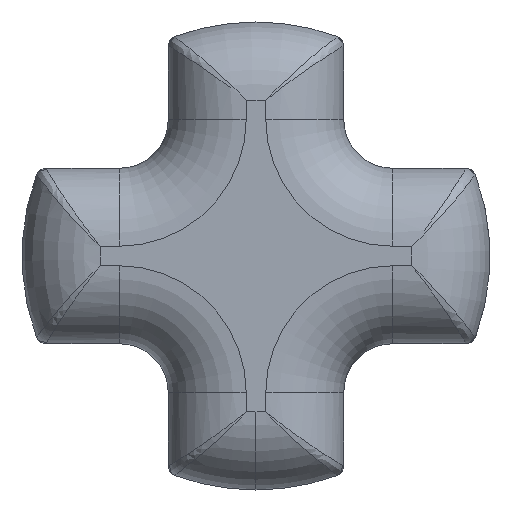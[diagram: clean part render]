
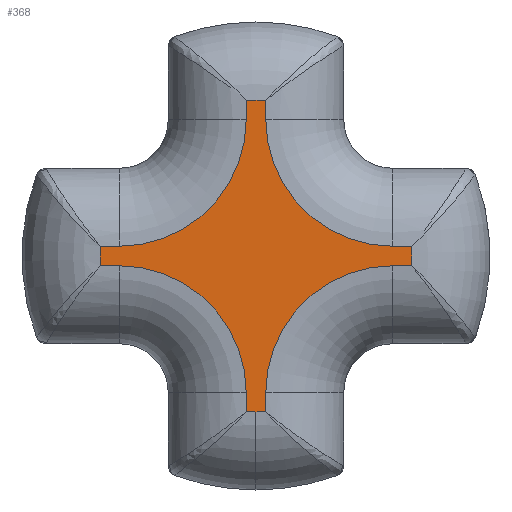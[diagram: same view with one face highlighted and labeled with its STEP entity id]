
A CAD part, left-side view. The second image highlights one B-rep face of the part: STEP entity #368.
In plain terms, the highlighted planar face has unit normal (-1, 0, 0).
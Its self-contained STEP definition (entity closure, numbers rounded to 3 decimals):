
#13 = DIRECTION ( 'NONE',  ( 0., 0., -1. ) ) ;
#32 = CARTESIAN_POINT ( 'NONE',  ( 0., 2.156, 0.1 ) ) ;
#44 = CARTESIAN_POINT ( 'NONE',  ( 0., 1.4, 0.1 ) ) ;
#74 = CIRCLE ( 'NONE', #1936, 1.6 ) ;
#127 = ORIENTED_EDGE ( 'NONE', *, *, #1806, .T. ) ;
#183 = DIRECTION ( 'NONE',  ( 0., 0., -1. ) ) ;
#186 = ORIENTED_EDGE ( 'NONE', *, *, #1832, .T. ) ;
#193 = DIRECTION ( 'NONE',  ( 1., 0., 0. ) ) ;
#194 = VERTEX_POINT ( 'NONE', #1200 ) ;
#204 = VECTOR ( 'NONE', #2539, 1000. ) ;
#205 = CARTESIAN_POINT ( 'NONE',  ( 0., 2.156, -0.1 ) ) ;
#214 = DIRECTION ( 'NONE',  ( 0., -1., 0. ) ) ;
#218 = ORIENTED_EDGE ( 'NONE', *, *, #1667, .T. ) ;
#310 = AXIS2_PLACEMENT_3D ( 'NONE', #1815, #652, #2012 ) ;
#358 = LINE ( 'NONE', #660, #2382 ) ;
#363 = ORIENTED_EDGE ( 'NONE', *, *, #1720, .T. ) ;
#368 = ADVANCED_FACE ( 'NONE', ( #1547 ), #624, .F. ) ;
#392 = CIRCLE ( 'NONE', #504, 1.6 ) ;
#441 = CARTESIAN_POINT ( 'NONE',  ( 0., -0.1, 0.8 ) ) ;
#462 = CARTESIAN_POINT ( 'NONE',  ( 0., 0.1, -1.4 ) ) ;
#480 = CARTESIAN_POINT ( 'NONE',  ( 0., -1.4, 0.1 ) ) ;
#495 = EDGE_CURVE ( 'NONE', #1542, #525, #1426, .T. ) ;
#496 = CIRCLE ( 'NONE', #310, 1.3 ) ;
#499 = CARTESIAN_POINT ( 'NONE',  ( 0., 1.4, 1.4 ) ) ;
#504 = AXIS2_PLACEMENT_3D ( 'NONE', #2531, #1375, #183 ) ;
#512 = ORIENTED_EDGE ( 'NONE', *, *, #1528, .T. ) ;
#525 = VERTEX_POINT ( 'NONE', #1041 ) ;
#582 = AXIS2_PLACEMENT_3D ( 'NONE', #2023, #850, #2223 ) ;
#599 = VERTEX_POINT ( 'NONE', #2475 ) ;
#614 = CARTESIAN_POINT ( 'NONE',  ( 0., -1.4, -1.4 ) ) ;
#624 = PLANE ( 'NONE',  #1171 ) ;
#652 = DIRECTION ( 'NONE',  ( 1., 0., 0. ) ) ;
#653 = CARTESIAN_POINT ( 'NONE',  ( 0., 0., 0. ) ) ;
#660 = CARTESIAN_POINT ( 'NONE',  ( 0., 0.1, 0.8 ) ) ;
#682 = CIRCLE ( 'NONE', #1556, 1.3 ) ;
#697 = DIRECTION ( 'NONE',  ( 0., 0., -1. ) ) ;
#714 = CARTESIAN_POINT ( 'NONE',  ( 0., 1.597, 0.1 ) ) ;
#736 = CIRCLE ( 'NONE', #1424, 1.6 ) ;
#738 = ORIENTED_EDGE ( 'NONE', *, *, #1774, .T. ) ;
#784 = CARTESIAN_POINT ( 'NONE',  ( 0., 1.4, -0.1 ) ) ;
#797 = LINE ( 'NONE', #1183, #2284 ) ;
#804 = DIRECTION ( 'NONE',  ( 0., 0., -1. ) ) ;
#824 = CARTESIAN_POINT ( 'NONE',  ( 0., 1.597, -0.1 ) ) ;
#841 = DIRECTION ( 'NONE',  ( 0., 0., 1. ) ) ;
#842 = DIRECTION ( 'NONE',  ( 0., 0., -1. ) ) ;
#850 = DIRECTION ( 'NONE',  ( -1., 0., 0. ) ) ;
#862 = LINE ( 'NONE', #2255, #2351 ) ;
#878 = EDGE_LOOP ( 'NONE', ( #512, #1990, #2312, #2044, #1492, #1713, #2520, #990, #218, #1474, #1522, #363, #2271, #738, #127, #186, #892 ) ) ;
#889 = CIRCLE ( 'NONE', #582, 1.6 ) ;
#892 = ORIENTED_EDGE ( 'NONE', *, *, #1846, .T. ) ;
#949 = VERTEX_POINT ( 'NONE', #462 ) ;
#990 = ORIENTED_EDGE ( 'NONE', *, *, #495, .T. ) ;
#991 = DIRECTION ( 'NONE',  ( -1., 0., 0. ) ) ;
#1009 = CARTESIAN_POINT ( 'NONE',  ( 0., 2.156, 0.8 ) ) ;
#1036 = VERTEX_POINT ( 'NONE', #2431 ) ;
#1041 = CARTESIAN_POINT ( 'NONE',  ( 0., -0.1, -1.597 ) ) ;
#1080 = VECTOR ( 'NONE', #1431, 1000. ) ;
#1094 = CARTESIAN_POINT ( 'NONE',  ( 0., 0., -1.6 ) ) ;
#1105 = CARTESIAN_POINT ( 'NONE',  ( 0., 0.1, 1.597 ) ) ;
#1132 = VECTOR ( 'NONE', #214, 1000. ) ;
#1148 = VERTEX_POINT ( 'NONE', #1935 ) ;
#1171 = AXIS2_PLACEMENT_3D ( 'NONE', #1009, #2374, #1219 ) ;
#1183 = CARTESIAN_POINT ( 'NONE',  ( 0., 2.156, -0.1 ) ) ;
#1192 = CARTESIAN_POINT ( 'NONE',  ( 0., 0.1, 0.8 ) ) ;
#1195 = VERTEX_POINT ( 'NONE', #824 ) ;
#1200 = CARTESIAN_POINT ( 'NONE',  ( 0., -1.597, -0.1 ) ) ;
#1205 = VECTOR ( 'NONE', #1965, 1000. ) ;
#1218 = DIRECTION ( 'NONE',  ( -1., 0., 0. ) ) ;
#1219 = DIRECTION ( 'NONE',  ( 0., 0., -1. ) ) ;
#1260 = VERTEX_POINT ( 'NONE', #1425 ) ;
#1270 = LINE ( 'NONE', #1192, #204 ) ;
#1279 = VERTEX_POINT ( 'NONE', #1631 ) ;
#1292 = AXIS2_PLACEMENT_3D ( 'NONE', #1385, #193, #1590 ) ;
#1365 = VERTEX_POINT ( 'NONE', #2228 ) ;
#1375 = DIRECTION ( 'NONE',  ( -1., 0., 0. ) ) ;
#1385 = CARTESIAN_POINT ( 'NONE',  ( 0., 1.4, -1.4 ) ) ;
#1419 = VECTOR ( 'NONE', #841, 1000. ) ;
#1424 = AXIS2_PLACEMENT_3D ( 'NONE', #2172, #991, #2356 ) ;
#1425 = CARTESIAN_POINT ( 'NONE',  ( 0., -0.1, -1.4 ) ) ;
#1426 = CIRCLE ( 'NONE', #2473, 1.6 ) ;
#1431 = DIRECTION ( 'NONE',  ( 0., 1., 0. ) ) ;
#1474 = ORIENTED_EDGE ( 'NONE', *, *, #1685, .T. ) ;
#1492 = ORIENTED_EDGE ( 'NONE', *, *, #1617, .T. ) ;
#1500 = VERTEX_POINT ( 'NONE', #480 ) ;
#1506 = CIRCLE ( 'NONE', #2252, 1.3 ) ;
#1510 = CARTESIAN_POINT ( 'NONE',  ( 0., -1.597, 0.1 ) ) ;
#1522 = ORIENTED_EDGE ( 'NONE', *, *, #1710, .T. ) ;
#1528 = EDGE_CURVE ( 'NONE', #1365, #1827, #1506, .T. ) ;
#1542 = VERTEX_POINT ( 'NONE', #1094 ) ;
#1546 = EDGE_CURVE ( 'NONE', #1827, #2008, #862, .T. ) ;
#1547 = FACE_OUTER_BOUND ( 'NONE', #878, .T. ) ;
#1556 = AXIS2_PLACEMENT_3D ( 'NONE', #614, #1972, #804 ) ;
#1563 = VERTEX_POINT ( 'NONE', #784 ) ;
#1565 = EDGE_CURVE ( 'NONE', #2008, #1195, #392, .T. ) ;
#1584 = EDGE_CURVE ( 'NONE', #1195, #1563, #797, .T. ) ;
#1590 = DIRECTION ( 'NONE',  ( 0., 0., -1. ) ) ;
#1617 = EDGE_CURVE ( 'NONE', #1563, #949, #1782, .T. ) ;
#1630 = EDGE_CURVE ( 'NONE', #949, #1148, #1270, .T. ) ;
#1631 = CARTESIAN_POINT ( 'NONE',  ( 0., -1.4, -0.1 ) ) ;
#1650 = EDGE_CURVE ( 'NONE', #1148, #1542, #736, .T. ) ;
#1665 = LINE ( 'NONE', #205, #1132 ) ;
#1667 = EDGE_CURVE ( 'NONE', #525, #1260, #2239, .T. ) ;
#1685 = EDGE_CURVE ( 'NONE', #1260, #1279, #682, .T. ) ;
#1710 = EDGE_CURVE ( 'NONE', #1279, #194, #1665, .T. ) ;
#1713 = ORIENTED_EDGE ( 'NONE', *, *, #1630, .T. ) ;
#1720 = EDGE_CURVE ( 'NONE', #194, #2048, #74, .T. ) ;
#1757 = EDGE_CURVE ( 'NONE', #2048, #1500, #2495, .T. ) ;
#1774 = EDGE_CURVE ( 'NONE', #1500, #599, #496, .T. ) ;
#1782 = CIRCLE ( 'NONE', #1292, 1.3 ) ;
#1806 = EDGE_CURVE ( 'NONE', #599, #1036, #2446, .T. ) ;
#1815 = CARTESIAN_POINT ( 'NONE',  ( 0., -1.4, 1.4 ) ) ;
#1827 = VERTEX_POINT ( 'NONE', #44 ) ;
#1832 = EDGE_CURVE ( 'NONE', #1036, #2311, #889, .T. ) ;
#1846 = EDGE_CURVE ( 'NONE', #2311, #1365, #358, .T. ) ;
#1855 = DIRECTION ( 'NONE',  ( 1., 0., 0. ) ) ;
#1935 = CARTESIAN_POINT ( 'NONE',  ( 0., 0.1, -1.597 ) ) ;
#1936 = AXIS2_PLACEMENT_3D ( 'NONE', #2373, #1218, #13 ) ;
#1948 = CARTESIAN_POINT ( 'NONE',  ( 0., -0.1, 0.8 ) ) ;
#1965 = DIRECTION ( 'NONE',  ( 0., 0., 1. ) ) ;
#1972 = DIRECTION ( 'NONE',  ( 1., 0., 0. ) ) ;
#1990 = ORIENTED_EDGE ( 'NONE', *, *, #1546, .T. ) ;
#2008 = VERTEX_POINT ( 'NONE', #714 ) ;
#2012 = DIRECTION ( 'NONE',  ( 0., 0., -1. ) ) ;
#2013 = DIRECTION ( 'NONE',  ( -1., 0., 0. ) ) ;
#2023 = CARTESIAN_POINT ( 'NONE',  ( 0., 0., 0. ) ) ;
#2044 = ORIENTED_EDGE ( 'NONE', *, *, #1584, .T. ) ;
#2048 = VERTEX_POINT ( 'NONE', #1510 ) ;
#2151 = DIRECTION ( 'NONE',  ( 0., -1., 0. ) ) ;
#2172 = CARTESIAN_POINT ( 'NONE',  ( 0., 0., 0. ) ) ;
#2206 = DIRECTION ( 'NONE',  ( 0., 0., -1. ) ) ;
#2223 = DIRECTION ( 'NONE',  ( 0., 0., -1. ) ) ;
#2228 = CARTESIAN_POINT ( 'NONE',  ( 0., 0.1, 1.4 ) ) ;
#2239 = LINE ( 'NONE', #1948, #1205 ) ;
#2252 = AXIS2_PLACEMENT_3D ( 'NONE', #499, #1855, #697 ) ;
#2255 = CARTESIAN_POINT ( 'NONE',  ( 0., 2.156, 0.1 ) ) ;
#2271 = ORIENTED_EDGE ( 'NONE', *, *, #1757, .T. ) ;
#2284 = VECTOR ( 'NONE', #2151, 1000. ) ;
#2311 = VERTEX_POINT ( 'NONE', #1105 ) ;
#2312 = ORIENTED_EDGE ( 'NONE', *, *, #1565, .T. ) ;
#2351 = VECTOR ( 'NONE', #2505, 1000. ) ;
#2356 = DIRECTION ( 'NONE',  ( 0., 0., -1. ) ) ;
#2373 = CARTESIAN_POINT ( 'NONE',  ( 0., 0., 0. ) ) ;
#2374 = DIRECTION ( 'NONE',  ( 1., 0., 0. ) ) ;
#2382 = VECTOR ( 'NONE', #2206, 1000. ) ;
#2431 = CARTESIAN_POINT ( 'NONE',  ( 0., -0.1, 1.597 ) ) ;
#2446 = LINE ( 'NONE', #441, #1419 ) ;
#2473 = AXIS2_PLACEMENT_3D ( 'NONE', #653, #2013, #842 ) ;
#2475 = CARTESIAN_POINT ( 'NONE',  ( 0., -0.1, 1.4 ) ) ;
#2495 = LINE ( 'NONE', #32, #1080 ) ;
#2505 = DIRECTION ( 'NONE',  ( 0., 1., 0. ) ) ;
#2520 = ORIENTED_EDGE ( 'NONE', *, *, #1650, .T. ) ;
#2531 = CARTESIAN_POINT ( 'NONE',  ( 0., 0., 0. ) ) ;
#2539 = DIRECTION ( 'NONE',  ( 0., 0., -1. ) ) ;
